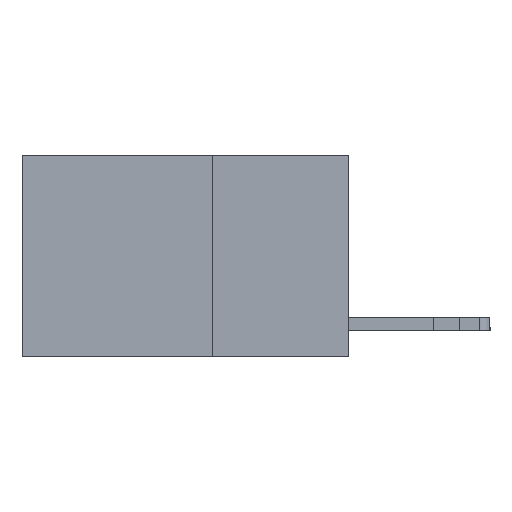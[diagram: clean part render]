
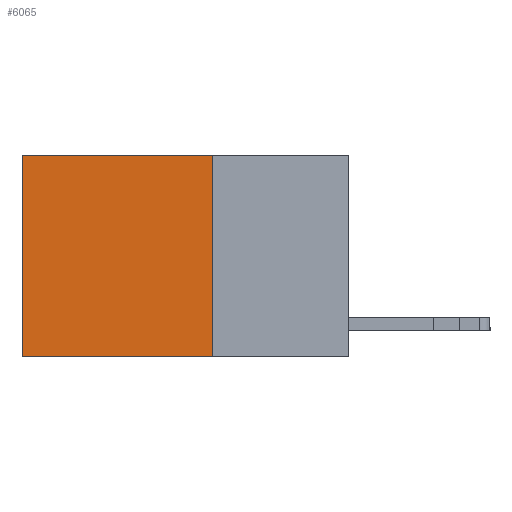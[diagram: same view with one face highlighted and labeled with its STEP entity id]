
A CAD part, left-side view. The second image highlights one B-rep face of the part: STEP entity #6065.
In plain terms, the highlighted planar face has unit normal (-1, 0, 0).
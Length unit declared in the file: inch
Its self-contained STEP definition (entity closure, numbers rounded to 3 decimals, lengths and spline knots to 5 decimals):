
#70 = CARTESIAN_POINT ( 'NONE',  ( 0.2625, 0.25, 0. ) ) ;
#786 = CARTESIAN_POINT ( 'NONE',  ( 0.2625, 0.25, 0. ) ) ;
#2572 = PLANE ( 'NONE',  #15075 ) ;
#3564 = DIRECTION ( 'NONE',  ( 0., 0., -1. ) ) ;
#4297 = ORIENTED_EDGE ( 'NONE', *, *, #12261, .T. ) ;
#5238 = CARTESIAN_POINT ( 'NONE',  ( 0.2625, 0.25, -0.37 ) ) ;
#5353 = LINE ( 'NONE', #13057, #24644 ) ;
#5681 = LINE ( 'NONE', #70, #7693 ) ;
#6065 = ADVANCED_FACE ( 'NONE', ( #10797 ), #2572, .F. ) ;
#6368 = CARTESIAN_POINT ( 'NONE',  ( 0.2625, 0.6, 0. ) ) ;
#6511 = DIRECTION ( 'NONE',  ( 1., 0., 0. ) ) ;
#7693 = VECTOR ( 'NONE', #9341, 39.37008 ) ;
#7742 = VERTEX_POINT ( 'NONE', #6368 ) ;
#8814 = ORIENTED_EDGE ( 'NONE', *, *, #24996, .T. ) ;
#9313 = ORIENTED_EDGE ( 'NONE', *, *, #13246, .F. ) ;
#9341 = DIRECTION ( 'NONE',  ( 0., 1., 0. ) ) ;
#10797 = FACE_OUTER_BOUND ( 'NONE', #12459, .T. ) ;
#11049 = DIRECTION ( 'NONE',  ( 0., 1., 0. ) ) ;
#11142 = CARTESIAN_POINT ( 'NONE',  ( 0.2625, 0.6, 0. ) ) ;
#11248 = VECTOR ( 'NONE', #11049, 39.37008 ) ;
#12261 = EDGE_CURVE ( 'NONE', #7742, #12298, #16978, .T. ) ;
#12298 = VERTEX_POINT ( 'NONE', #20655 ) ;
#12459 = EDGE_LOOP ( 'NONE', ( #4297, #9313, #23604, #8814 ) ) ;
#13057 = CARTESIAN_POINT ( 'NONE',  ( 0.2625, 0.25, 0. ) ) ;
#13246 = EDGE_CURVE ( 'NONE', #14381, #12298, #19168, .T. ) ;
#14319 = CARTESIAN_POINT ( 'NONE',  ( 0.2625, 0.25, 0. ) ) ;
#14381 = VERTEX_POINT ( 'NONE', #16059 ) ;
#15075 = AXIS2_PLACEMENT_3D ( 'NONE', #786, #6511, #16141 ) ;
#15144 = EDGE_CURVE ( 'NONE', #18959, #14381, #5353, .T. ) ;
#16059 = CARTESIAN_POINT ( 'NONE',  ( 0.2625, 0.25, -0.37 ) ) ;
#16141 = DIRECTION ( 'NONE',  ( 0., 0., -1. ) ) ;
#16978 = LINE ( 'NONE', #11142, #17282 ) ;
#17282 = VECTOR ( 'NONE', #24690, 39.37008 ) ;
#18959 = VERTEX_POINT ( 'NONE', #14319 ) ;
#19168 = LINE ( 'NONE', #5238, #11248 ) ;
#20655 = CARTESIAN_POINT ( 'NONE',  ( 0.2625, 0.6, -0.37 ) ) ;
#23604 = ORIENTED_EDGE ( 'NONE', *, *, #15144, .F. ) ;
#24644 = VECTOR ( 'NONE', #3564, 39.37008 ) ;
#24690 = DIRECTION ( 'NONE',  ( 0., 0., -1. ) ) ;
#24996 = EDGE_CURVE ( 'NONE', #18959, #7742, #5681, .T. ) ;
